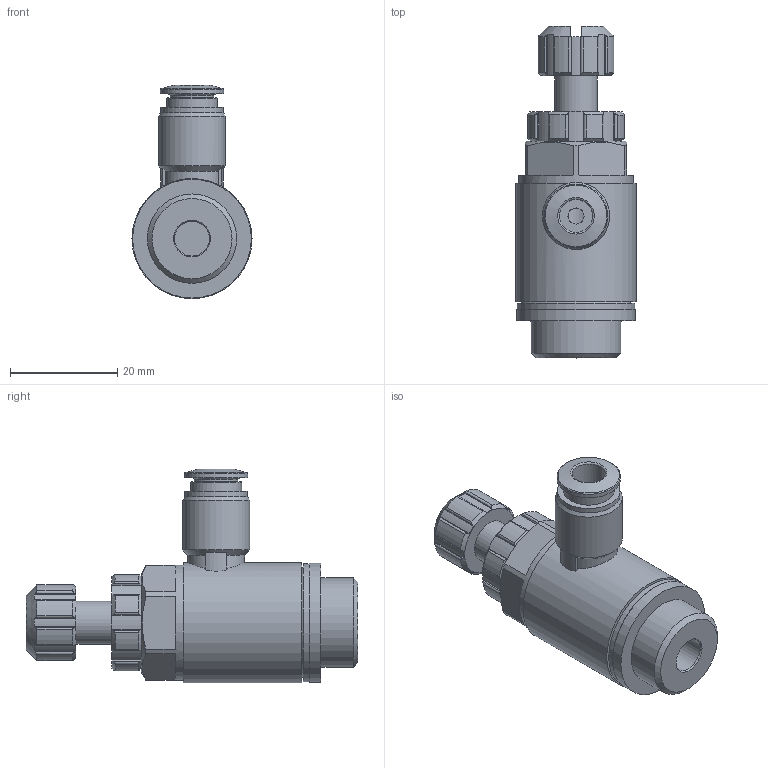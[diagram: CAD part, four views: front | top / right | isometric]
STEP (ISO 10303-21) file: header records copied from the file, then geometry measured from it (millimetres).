
FILE_DESCRIPTION(/* description */ ('STEP AP214'),/* implementation_level */ '2;1');
FILE_NAME(/* name */ '534341_GRLA-3_8-QS-6-RS-D',/* time_stamp */ '2024-08-28T21:44:40+02:00',/* author */ ('License CC BY-ND 4.0'),/* organization */ ('CADENAS'),/* preprocessor_version */ 'ST-DEVELOPER v19.3',/* originating_system */ 'PARTsolutions',/* authorisation */ ' ');
FILE_SCHEMA (('AUTOMOTIVE_DESIGN {1 0 10303 214 3 1 1}'));
Length unit declared in the file: millimetre
Products named in the file (1): 534341 GRLA-3/8-QS-6-RS-D
Bounding box: 22.4 x 61.9 x 39.8 mm (x, y, z)
Volume: 17428.2 mm3; surface area: 6473.2 mm2
Topology: 1 solids, 1 shells, 179 faces, 449 edges, 285 vertices
Faces by surface type: cylinder 82, plane 67, cone 26, torus 4
Full cylindrical faces by diameter (mm): 3 x1, 6.2 x1, 6.5 x1, 8 x1, 8.1 x1, 9.5 x1, 11.7 x1, 11.8 x1, 12.5 x1, 16.662 x1, 21.4 x1, 22 x1, 22.15 x1, 22.4 x1
Entity records: 6655 total; most frequent: CARTESIAN_POINT 1384, ORIENTED_EDGE 838, DIRECTION 778, EDGE_CURVE 419, AXIS2_PLACEMENT_3D 322, VERTEX_POINT 281, EDGE_LOOP 220, FACE_BOUND 220
